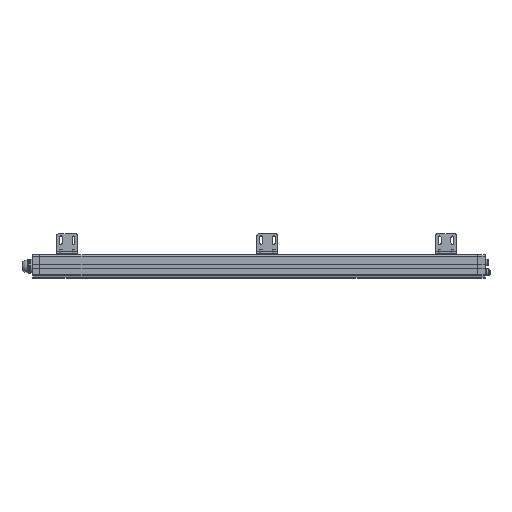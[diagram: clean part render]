
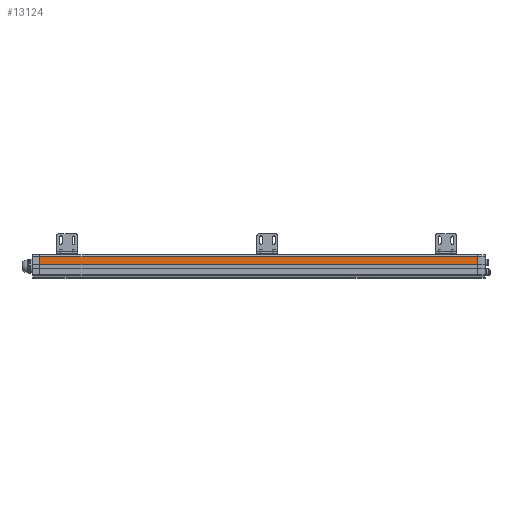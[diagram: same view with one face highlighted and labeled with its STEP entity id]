
A CAD part, front view. The second image highlights one B-rep face of the part: STEP entity #13124.
In plain terms, the highlighted planar face has unit normal (0, -1, 0).
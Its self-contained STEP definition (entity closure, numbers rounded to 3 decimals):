
#36 = VERTEX_POINT ( 'NONE', #26587 ) ;
#498 = ORIENTED_EDGE ( 'NONE', *, *, #13171, .F. ) ;
#606 = CARTESIAN_POINT ( 'NONE',  ( -17.5, -206.033, 42.599 ) ) ;
#1611 = ORIENTED_EDGE ( 'NONE', *, *, #4267, .T. ) ;
#2891 = LINE ( 'NONE', #606, #4517 ) ;
#4267 = EDGE_CURVE ( 'NONE', #8886, #4770, #13223, .T. ) ;
#4517 = VECTOR ( 'NONE', #18097, 1000. ) ;
#4770 = VERTEX_POINT ( 'NONE', #19377 ) ;
#5072 = DIRECTION ( 'NONE',  ( 1., 0., 0. ) ) ;
#5151 = DIRECTION ( 'NONE',  ( 0., 0., 1. ) ) ;
#6409 = VECTOR ( 'NONE', #5151, 1000. ) ;
#6764 = EDGE_CURVE ( 'NONE', #8886, #9907, #15752, .T. ) ;
#6777 = CARTESIAN_POINT ( 'NONE',  ( -17.5, -206.033, 23.599 ) ) ;
#7331 = DIRECTION ( 'NONE',  ( 0., -1., 0. ) ) ;
#8886 = VERTEX_POINT ( 'NONE', #19660 ) ;
#9769 = PLANE ( 'NONE',  #27953 ) ;
#9907 = VERTEX_POINT ( 'NONE', #17219 ) ;
#10043 = DIRECTION ( 'NONE',  ( 0., 0., 1. ) ) ;
#10857 = ORIENTED_EDGE ( 'NONE', *, *, #19524, .T. ) ;
#11506 = CARTESIAN_POINT ( 'NONE',  ( -17.5, -206.033, 23.599 ) ) ;
#12044 = LINE ( 'NONE', #23207, #15807 ) ;
#13124 = ADVANCED_FACE ( 'NONE', ( #22407 ), #9769, .T. ) ;
#13171 = EDGE_CURVE ( 'NONE', #9907, #36, #2891, .T. ) ;
#13223 = LINE ( 'NONE', #6777, #15015 ) ;
#13777 = DIRECTION ( 'NONE',  ( -1., 0., 0. ) ) ;
#15015 = VECTOR ( 'NONE', #5072, 1000. ) ;
#15752 = LINE ( 'NONE', #24492, #6409 ) ;
#15807 = VECTOR ( 'NONE', #10043, 1000. ) ;
#17219 = CARTESIAN_POINT ( 'NONE',  ( -1056., -206.033, 42.599 ) ) ;
#18097 = DIRECTION ( 'NONE',  ( 1., 0., 0. ) ) ;
#19377 = CARTESIAN_POINT ( 'NONE',  ( -17.5, -206.033, 23.599 ) ) ;
#19524 = EDGE_CURVE ( 'NONE', #4770, #36, #12044, .T. ) ;
#19660 = CARTESIAN_POINT ( 'NONE',  ( -1056., -206.033, 23.599 ) ) ;
#22407 = FACE_OUTER_BOUND ( 'NONE', #26375, .T. ) ;
#23207 = CARTESIAN_POINT ( 'NONE',  ( -17.5, -206.033, 21.221 ) ) ;
#24492 = CARTESIAN_POINT ( 'NONE',  ( -1056., -206.033, 21.233 ) ) ;
#25167 = ORIENTED_EDGE ( 'NONE', *, *, #6764, .F. ) ;
#26375 = EDGE_LOOP ( 'NONE', ( #498, #25167, #1611, #10857 ) ) ;
#26587 = CARTESIAN_POINT ( 'NONE',  ( -17.5, -206.033, 42.599 ) ) ;
#27953 = AXIS2_PLACEMENT_3D ( 'NONE', #11506, #7331, #13777 ) ;
